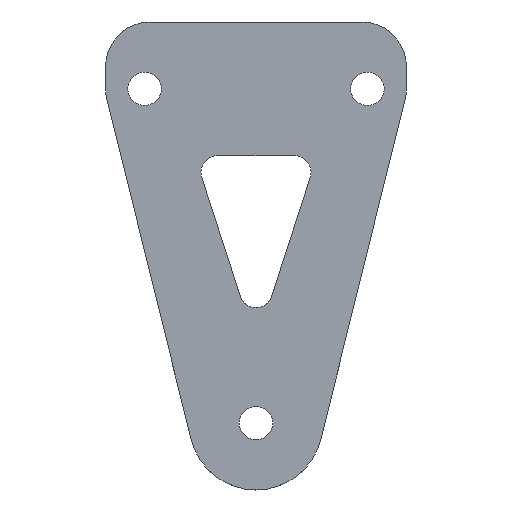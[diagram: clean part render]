
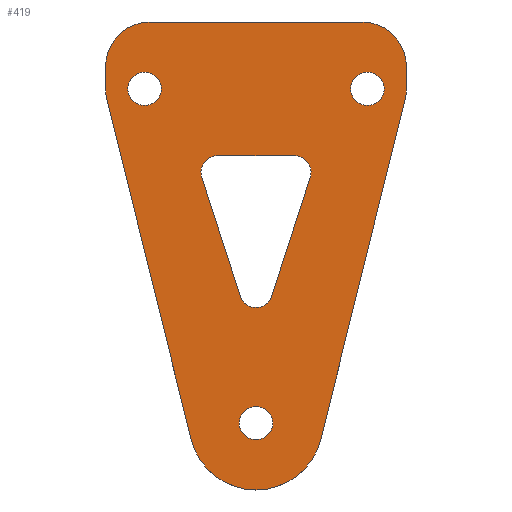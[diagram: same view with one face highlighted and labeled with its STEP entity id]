
A CAD part, top view. The second image highlights one B-rep face of the part: STEP entity #419.
In plain terms, the highlighted planar face has unit normal (0, 0, 1).
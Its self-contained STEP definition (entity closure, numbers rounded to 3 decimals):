
#23=FACE_BOUND('',#83,.T.);
#24=FACE_BOUND('',#84,.T.);
#25=FACE_BOUND('',#85,.T.);
#26=FACE_BOUND('',#86,.T.);
#36=PLANE('',#477);
#57=FACE_OUTER_BOUND('',#82,.T.);
#82=EDGE_LOOP('',(#369,#370,#371,#372,#373,#374,#375,#376,#377,#378));
#83=EDGE_LOOP('',(#379,#380,#381,#382,#383,#384));
#84=EDGE_LOOP('',(#385));
#85=EDGE_LOOP('',(#386));
#86=EDGE_LOOP('',(#387));
#91=LINE('',#622,#126);
#101=LINE('',#665,#136);
#105=LINE('',#675,#140);
#108=LINE('',#683,#143);
#111=LINE('',#690,#146);
#113=LINE('',#697,#148);
#116=LINE('',#705,#151);
#121=LINE('',#722,#156);
#126=VECTOR('',#495,10.);
#136=VECTOR('',#533,10.);
#140=VECTOR('',#543,10.);
#143=VECTOR('',#552,10.);
#146=VECTOR('',#561,10.);
#148=VECTOR('',#569,10.);
#151=VECTOR('',#578,10.);
#156=VECTOR('',#601,10.);
#157=CIRCLE('',#436,8.);
#169=CIRCLE('',#451,8.);
#170=CIRCLE('',#454,3.);
#171=CIRCLE('',#457,3.);
#172=CIRCLE('',#460,3.);
#173=CIRCLE('',#463,7.);
#174=CIRCLE('',#466,12.);
#175=CIRCLE('',#469,7.);
#176=CIRCLE('',#471,3.);
#177=CIRCLE('',#473,3.);
#178=CIRCLE('',#475,3.);
#179=VERTEX_POINT('',#609);
#180=VERTEX_POINT('',#610);
#184=VERTEX_POINT('',#620);
#201=VERTEX_POINT('',#658);
#202=VERTEX_POINT('',#660);
#203=VERTEX_POINT('',#664);
#204=VERTEX_POINT('',#668);
#205=VERTEX_POINT('',#669);
#206=VERTEX_POINT('',#674);
#207=VERTEX_POINT('',#678);
#208=VERTEX_POINT('',#682);
#209=VERTEX_POINT('',#686);
#210=VERTEX_POINT('',#692);
#211=VERTEX_POINT('',#696);
#212=VERTEX_POINT('',#700);
#213=VERTEX_POINT('',#704);
#214=VERTEX_POINT('',#710);
#215=VERTEX_POINT('',#714);
#216=VERTEX_POINT('',#718);
#217=EDGE_CURVE('',#179,#180,#157,.T.);
#223=EDGE_CURVE('',#179,#184,#91,.T.);
#242=EDGE_CURVE('',#201,#202,#169,.T.);
#244=EDGE_CURVE('',#203,#202,#101,.T.);
#246=EDGE_CURVE('',#204,#205,#170,.T.);
#249=EDGE_CURVE('',#206,#205,#105,.T.);
#251=EDGE_CURVE('',#206,#207,#171,.T.);
#253=EDGE_CURVE('',#208,#207,#108,.T.);
#255=EDGE_CURVE('',#208,#209,#172,.T.);
#257=EDGE_CURVE('',#204,#209,#111,.T.);
#258=EDGE_CURVE('',#210,#203,#173,.T.);
#260=EDGE_CURVE('',#211,#210,#113,.T.);
#262=EDGE_CURVE('',#212,#211,#174,.T.);
#264=EDGE_CURVE('',#213,#212,#116,.T.);
#266=EDGE_CURVE('',#184,#213,#175,.T.);
#267=EDGE_CURVE('',#214,#214,#176,.T.);
#269=EDGE_CURVE('',#215,#215,#177,.T.);
#271=EDGE_CURVE('',#216,#216,#178,.T.);
#273=EDGE_CURVE('',#201,#180,#121,.T.);
#369=ORIENTED_EDGE('',*,*,#217,.F.);
#370=ORIENTED_EDGE('',*,*,#223,.T.);
#371=ORIENTED_EDGE('',*,*,#266,.T.);
#372=ORIENTED_EDGE('',*,*,#264,.T.);
#373=ORIENTED_EDGE('',*,*,#262,.T.);
#374=ORIENTED_EDGE('',*,*,#260,.T.);
#375=ORIENTED_EDGE('',*,*,#258,.T.);
#376=ORIENTED_EDGE('',*,*,#244,.T.);
#377=ORIENTED_EDGE('',*,*,#242,.F.);
#378=ORIENTED_EDGE('',*,*,#273,.T.);
#379=ORIENTED_EDGE('',*,*,#249,.T.);
#380=ORIENTED_EDGE('',*,*,#246,.F.);
#381=ORIENTED_EDGE('',*,*,#257,.T.);
#382=ORIENTED_EDGE('',*,*,#255,.F.);
#383=ORIENTED_EDGE('',*,*,#253,.T.);
#384=ORIENTED_EDGE('',*,*,#251,.F.);
#385=ORIENTED_EDGE('',*,*,#267,.T.);
#386=ORIENTED_EDGE('',*,*,#269,.T.);
#387=ORIENTED_EDGE('',*,*,#271,.T.);
#419=ADVANCED_FACE('',(#57,#23,#24,#25,#26),#36,.T.);
#436=AXIS2_PLACEMENT_3D('',#611,#485,#486);
#451=AXIS2_PLACEMENT_3D('',#661,#528,#529);
#454=AXIS2_PLACEMENT_3D('',#670,#537,#538);
#457=AXIS2_PLACEMENT_3D('',#679,#547,#548);
#460=AXIS2_PLACEMENT_3D('',#687,#556,#557);
#463=AXIS2_PLACEMENT_3D('',#693,#564,#565);
#466=AXIS2_PLACEMENT_3D('',#701,#573,#574);
#469=AXIS2_PLACEMENT_3D('',#708,#582,#583);
#471=AXIS2_PLACEMENT_3D('',#711,#586,#587);
#473=AXIS2_PLACEMENT_3D('',#715,#591,#592);
#475=AXIS2_PLACEMENT_3D('',#719,#596,#597);
#477=AXIS2_PLACEMENT_3D('',#723,#602,#603);
#485=DIRECTION('center_axis',(0.,0.,-1.));
#486=DIRECTION('ref_axis',(-0.707,0.707,0.));
#495=DIRECTION('',(0.,-1.,0.));
#528=DIRECTION('center_axis',(0.,0.,-1.));
#529=DIRECTION('ref_axis',(0.707,0.707,0.));
#533=DIRECTION('',(0.,1.,0.));
#537=DIRECTION('center_axis',(0.,0.,1.));
#538=DIRECTION('ref_axis',(0.,-1.,0.));
#543=DIRECTION('',(-0.308,-0.951,0.));
#547=DIRECTION('center_axis',(0.,0.,1.));
#548=DIRECTION('ref_axis',(0.809,0.588,0.));
#552=DIRECTION('',(1.,0.,0.));
#556=DIRECTION('center_axis',(0.,0.,1.));
#557=DIRECTION('ref_axis',(-0.809,0.588,0.));
#561=DIRECTION('',(-0.308,0.951,0.));
#564=DIRECTION('center_axis',(0.,0.,1.));
#565=DIRECTION('ref_axis',(-1.,0.,0.));
#569=DIRECTION('',(0.24,0.971,0.));
#573=DIRECTION('center_axis',(0.,0.,1.));
#574=DIRECTION('ref_axis',(-1.,0.,0.));
#578=DIRECTION('',(0.24,-0.971,0.));
#582=DIRECTION('center_axis',(0.,0.,1.));
#583=DIRECTION('ref_axis',(-1.,0.,0.));
#586=DIRECTION('center_axis',(0.,0.,-1.));
#587=DIRECTION('ref_axis',(-1.,0.,0.));
#591=DIRECTION('center_axis',(0.,0.,-1.));
#592=DIRECTION('ref_axis',(-1.,0.,0.));
#596=DIRECTION('center_axis',(0.,0.,-1.));
#597=DIRECTION('ref_axis',(-1.,0.,0.));
#601=DIRECTION('',(-1.,0.,0.));
#602=DIRECTION('center_axis',(0.,0.,1.));
#603=DIRECTION('ref_axis',(1.,0.,0.));
#609=CARTESIAN_POINT('',(5.,76.,3.));
#610=CARTESIAN_POINT('',(13.,84.,3.));
#611=CARTESIAN_POINT('Origin',(13.,76.,3.));
#620=CARTESIAN_POINT('',(5.,72.,3.));
#622=CARTESIAN_POINT('',(5.,63.,3.));
#658=CARTESIAN_POINT('',(51.,84.,3.));
#660=CARTESIAN_POINT('',(59.,76.,3.));
#661=CARTESIAN_POINT('Origin',(51.,76.,3.));
#664=CARTESIAN_POINT('',(59.,72.,3.));
#665=CARTESIAN_POINT('',(59.,57.,3.));
#668=CARTESIAN_POINT('',(29.146,34.822,3.));
#669=CARTESIAN_POINT('',(34.854,34.822,3.));
#670=CARTESIAN_POINT('Origin',(32.,35.746,3.));
#674=CARTESIAN_POINT('',(41.731,56.077,3.));
#675=CARTESIAN_POINT('',(39.843,50.242,3.));
#678=CARTESIAN_POINT('',(38.876,60.,3.));
#679=CARTESIAN_POINT('Origin',(38.876,57.,3.));
#682=CARTESIAN_POINT('',(25.124,60.,3.));
#683=CARTESIAN_POINT('',(26.5,60.,3.));
#686=CARTESIAN_POINT('',(22.269,56.077,3.));
#687=CARTESIAN_POINT('Origin',(25.124,57.,3.));
#690=CARTESIAN_POINT('',(29.657,33.242,3.));
#692=CARTESIAN_POINT('',(58.795,70.318,3.));
#693=CARTESIAN_POINT('Origin',(52.,72.,3.));
#696=CARTESIAN_POINT('',(43.649,9.117,3.));
#697=CARTESIAN_POINT('',(47.147,23.251,3.));
#700=CARTESIAN_POINT('',(20.351,9.117,3.));
#701=CARTESIAN_POINT('Origin',(32.,12.,3.));
#704=CARTESIAN_POINT('',(5.205,70.318,3.));
#705=CARTESIAN_POINT('',(9.28,53.852,3.));
#708=CARTESIAN_POINT('Origin',(12.,72.,3.));
#710=CARTESIAN_POINT('',(55.,72.,3.));
#711=CARTESIAN_POINT('Origin',(52.,72.,3.));
#714=CARTESIAN_POINT('',(35.,12.,3.));
#715=CARTESIAN_POINT('Origin',(32.,12.,3.));
#718=CARTESIAN_POINT('',(15.,72.,3.));
#719=CARTESIAN_POINT('Origin',(12.,72.,3.));
#722=CARTESIAN_POINT('',(64.,84.,3.));
#723=CARTESIAN_POINT('Origin',(32.,42.,3.));
